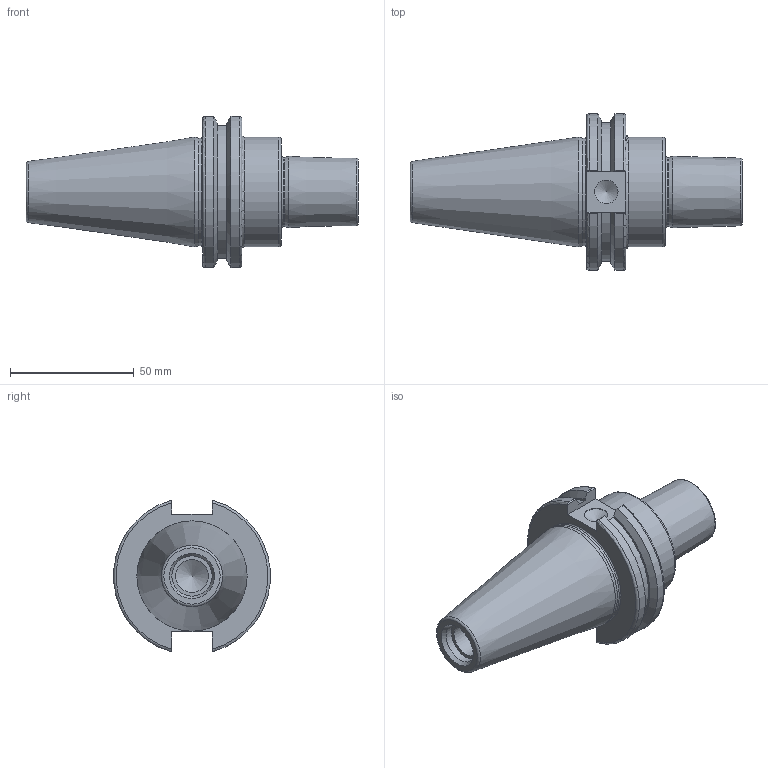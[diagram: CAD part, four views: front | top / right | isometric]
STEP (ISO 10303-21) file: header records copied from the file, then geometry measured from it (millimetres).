
FILE_DESCRIPTION(/* description */ (''),/* implementation_level */ '2;1');
FILE_NAME(/* name */ 'GK045.stp',/* time_stamp */ '2025-03-11T11:53:15+09:00',/* author */ ('YSH'),/* organization */ (''),/* preprocessor_version */ 'ST-DEVELOPER v20',/* originating_system */ 'Autodesk Inventor 2025',/* authorisation */ '');
FILE_SCHEMA (('AUTOMOTIVE_DESIGN { 1 0 10303 214 3 1 1 }'));
Length unit declared in the file: millimetre
Products named in the file (1): LO-CAT40-JTA4-1.50
Bounding box: 134.29 x 63.26 x 61.09 mm (x, y, z)
Volume: 150800.3 mm3; surface area: 23401.3 mm2
Topology: 1 solids, 1 shells, 57 faces, 149 edges, 98 vertices
Faces by surface type: plane 24, cylinder 12, cone 11, torus 10
Full cylindrical faces by diameter (mm): 9.525 x1, 13.386 x1, 16.3 x1, 27.95 x1, 43.6 x1, 44.45 x1
Entity records: 1860 total; most frequent: CARTESIAN_POINT 441, ORIENTED_EDGE 294, DIRECTION 284, EDGE_CURVE 147, AXIS2_PLACEMENT_3D 113, VERTEX_POINT 97, EDGE_LOOP 62, LINE 58
